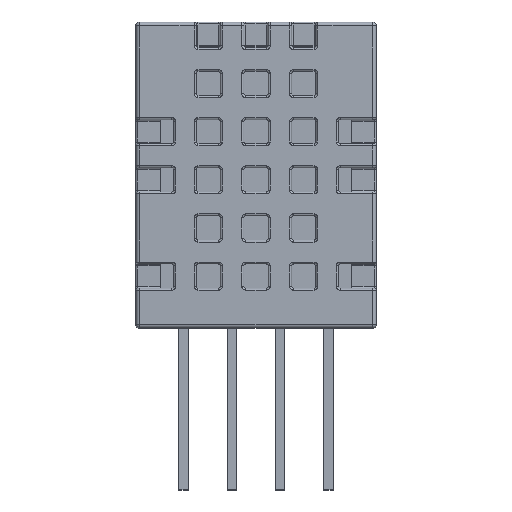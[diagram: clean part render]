
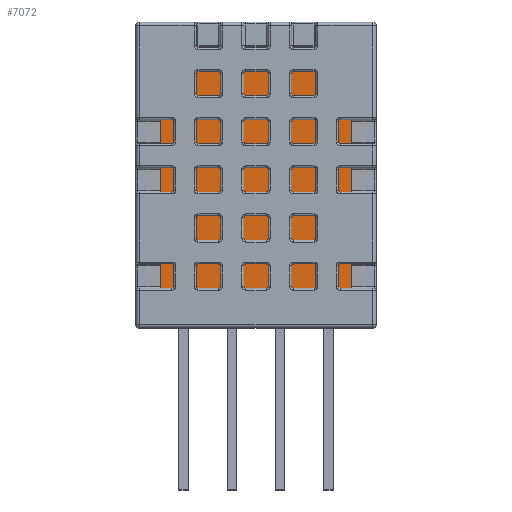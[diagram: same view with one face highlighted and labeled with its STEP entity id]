
A CAD part, top view. The second image highlights one B-rep face of the part: STEP entity #7072.
In plain terms, the highlighted planar face has unit normal (0, 0, 1).
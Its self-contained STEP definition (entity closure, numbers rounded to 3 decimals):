
#110 = FACE_OUTER_BOUND ( 'NONE', #7007, .T. ) ;
#111 = PLANE ( 'NONE',  #112 ) ;
#112 = AXIS2_PLACEMENT_3D ( 'NONE', #113, #120, #121 ) ;
#113 = CARTESIAN_POINT ( 'NONE',  ( -5.025, 1.3, 2.15 ) ) ;
#120 = DIRECTION ( 'NONE',  ( 0., 0., 1. ) ) ;
#121 = DIRECTION ( 'NONE',  ( 1., 0., 0. ) ) ;
#166 = VERTEX_POINT ( 'NONE', #7572 ) ;
#429 = EDGE_CURVE ( 'NONE', #166, #1443, #7723, .T. ) ;
#1443 = VERTEX_POINT ( 'NONE', #8303 ) ;
#3771 = EDGE_CURVE ( 'NONE', #13644, #6658, #9608, .T. ) ;
#3911 = LINE ( 'NONE', #3912, #3913 ) ;
#3912 = CARTESIAN_POINT ( 'NONE',  ( -5.025, 14.8, 2.15 ) ) ;
#3913 = VECTOR ( 'NONE', #3914, 1000. ) ;
#3914 = DIRECTION ( 'NONE',  ( 0., -1., 0. ) ) ;
#4516 = CARTESIAN_POINT ( 'NONE',  ( -5.025, 1.3, 2.15 ) ) ;
#6418 = ORIENTED_EDGE ( 'NONE', *, *, #429, .T. ) ;
#6563 = ORIENTED_EDGE ( 'NONE', *, *, #6733, .T. ) ;
#6658 = VERTEX_POINT ( 'NONE', #13837 ) ;
#6717 = ORIENTED_EDGE ( 'NONE', *, *, #3771, .T. ) ;
#6733 = EDGE_CURVE ( 'NONE', #6658, #166, #13997, .T. ) ;
#6858 = ORIENTED_EDGE ( 'NONE', *, *, #12612, .T. ) ;
#7007 = EDGE_LOOP ( 'NONE', ( #6858, #6717, #6563, #6418 ) ) ;
#7072 = ADVANCED_FACE ( 'NONE', ( #110 ), #111, .T. ) ;
#7572 = CARTESIAN_POINT ( 'NONE',  ( 5.025, 14.8, 2.15 ) ) ;
#7723 = LINE ( 'NONE', #7724, #7725 ) ;
#7724 = CARTESIAN_POINT ( 'NONE',  ( -5.025, 14.8, 2.15 ) ) ;
#7725 = VECTOR ( 'NONE', #7726, 1000. ) ;
#7726 = DIRECTION ( 'NONE',  ( -1., 0., 0. ) ) ;
#8303 = CARTESIAN_POINT ( 'NONE',  ( -5.025, 14.8, 2.15 ) ) ;
#9608 = LINE ( 'NONE', #9609, #9610 ) ;
#9609 = CARTESIAN_POINT ( 'NONE',  ( -5.025, 1.3, 2.15 ) ) ;
#9610 = VECTOR ( 'NONE', #9611, 1000. ) ;
#9611 = DIRECTION ( 'NONE',  ( 1., 0., 0. ) ) ;
#12612 = EDGE_CURVE ( 'NONE', #1443, #13644, #3911, .T. ) ;
#13644 = VERTEX_POINT ( 'NONE', #4516 ) ;
#13837 = CARTESIAN_POINT ( 'NONE',  ( 5.025, 1.3, 2.15 ) ) ;
#13997 = LINE ( 'NONE', #13998, #13999 ) ;
#13998 = CARTESIAN_POINT ( 'NONE',  ( 5.025, 14.8, 2.15 ) ) ;
#13999 = VECTOR ( 'NONE', #14000, 1000. ) ;
#14000 = DIRECTION ( 'NONE',  ( 0., 1., 0. ) ) ;
